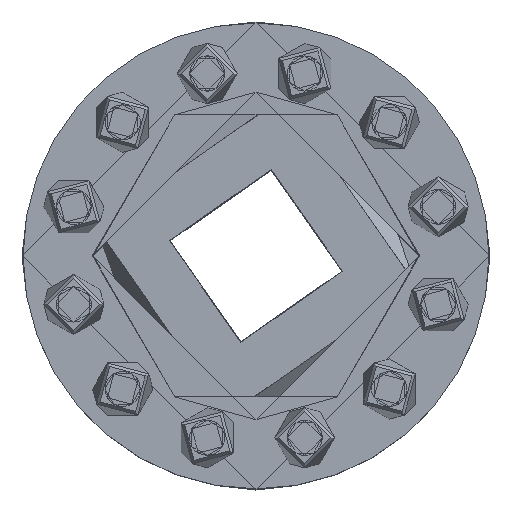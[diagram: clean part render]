
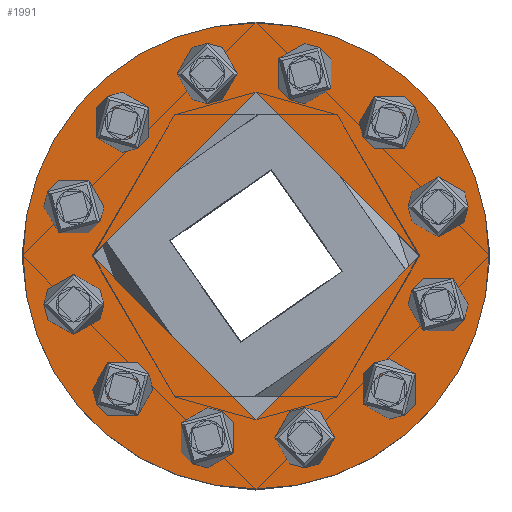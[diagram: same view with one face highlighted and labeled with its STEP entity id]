
A CAD part, top view. The second image highlights one B-rep face of the part: STEP entity #1991.
In plain terms, the highlighted face is planar.
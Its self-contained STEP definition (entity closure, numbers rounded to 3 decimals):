
#1991 = ADVANCED_FACE('',(#1992,#2003,#2014,#2025,#2036,#2047,#2058,
    #2069,#2080,#2091,#2102,#2113,#2124,#2135),#2146,.F.);
#1992 = FACE_BOUND('',#1993,.T.);
#1993 = EDGE_LOOP('',(#1994));
#1994 = ORIENTED_EDGE('',*,*,#1995,.T.);
#1995 = EDGE_CURVE('',#1996,#1996,#1998,.T.);
#1996 = VERTEX_POINT('',#1997);
#1997 = CARTESIAN_POINT('',(-168.27,-51.117,0.));
#1998 = CIRCLE('',#1999,22.5);
#1999 = AXIS2_PLACEMENT_3D('',#2000,#2001,#2002);
#2000 = CARTESIAN_POINT('',(-190.77,-51.117,0.));
#2001 = DIRECTION('',(0.,0.,1.));
#2002 = DIRECTION('',(1.,0.,-0.));
#2003 = FACE_BOUND('',#2004,.T.);
#2004 = EDGE_LOOP('',(#2005));
#2005 = ORIENTED_EDGE('',*,*,#2006,.T.);
#2006 = EDGE_CURVE('',#2007,#2007,#2009,.T.);
#2007 = VERTEX_POINT('',#2008);
#2008 = CARTESIAN_POINT('',(-168.27,51.117,0.));
#2009 = CIRCLE('',#2010,22.5);
#2010 = AXIS2_PLACEMENT_3D('',#2011,#2012,#2013);
#2011 = CARTESIAN_POINT('',(-190.77,51.117,0.));
#2012 = DIRECTION('',(0.,0.,1.));
#2013 = DIRECTION('',(1.,0.,-0.));
#2014 = FACE_BOUND('',#2015,.T.);
#2015 = EDGE_LOOP('',(#2016));
#2016 = ORIENTED_EDGE('',*,*,#2017,.T.);
#2017 = EDGE_CURVE('',#2018,#2018,#2020,.T.);
#2018 = VERTEX_POINT('',#2019);
#2019 = CARTESIAN_POINT('',(-117.154,139.654,0.));
#2020 = CIRCLE('',#2021,22.5);
#2021 = AXIS2_PLACEMENT_3D('',#2022,#2023,#2024);
#2022 = CARTESIAN_POINT('',(-139.654,139.654,0.));
#2023 = DIRECTION('',(0.,0.,1.));
#2024 = DIRECTION('',(1.,0.,-0.));
#2025 = FACE_BOUND('',#2026,.T.);
#2026 = EDGE_LOOP('',(#2027));
#2027 = ORIENTED_EDGE('',*,*,#2028,.T.);
#2028 = EDGE_CURVE('',#2029,#2029,#2031,.T.);
#2029 = VERTEX_POINT('',#2030);
#2030 = CARTESIAN_POINT('',(-28.617,190.77,0.));
#2031 = CIRCLE('',#2032,22.5);
#2032 = AXIS2_PLACEMENT_3D('',#2033,#2034,#2035);
#2033 = CARTESIAN_POINT('',(-51.117,190.77,0.));
#2034 = DIRECTION('',(0.,0.,1.));
#2035 = DIRECTION('',(1.,0.,-0.));
#2036 = FACE_BOUND('',#2037,.T.);
#2037 = EDGE_LOOP('',(#2038));
#2038 = ORIENTED_EDGE('',*,*,#2039,.T.);
#2039 = EDGE_CURVE('',#2040,#2040,#2042,.T.);
#2040 = VERTEX_POINT('',#2041);
#2041 = CARTESIAN_POINT('',(73.617,190.77,0.));
#2042 = CIRCLE('',#2043,22.5);
#2043 = AXIS2_PLACEMENT_3D('',#2044,#2045,#2046);
#2044 = CARTESIAN_POINT('',(51.117,190.77,0.));
#2045 = DIRECTION('',(0.,0.,1.));
#2046 = DIRECTION('',(1.,0.,-0.));
#2047 = FACE_BOUND('',#2048,.T.);
#2048 = EDGE_LOOP('',(#2049));
#2049 = ORIENTED_EDGE('',*,*,#2050,.T.);
#2050 = EDGE_CURVE('',#2051,#2051,#2053,.T.);
#2051 = VERTEX_POINT('',#2052);
#2052 = CARTESIAN_POINT('',(162.154,139.654,0.));
#2053 = CIRCLE('',#2054,22.5);
#2054 = AXIS2_PLACEMENT_3D('',#2055,#2056,#2057);
#2055 = CARTESIAN_POINT('',(139.654,139.654,0.));
#2056 = DIRECTION('',(0.,0.,1.));
#2057 = DIRECTION('',(1.,0.,-0.));
#2058 = FACE_BOUND('',#2059,.T.);
#2059 = EDGE_LOOP('',(#2060));
#2060 = ORIENTED_EDGE('',*,*,#2061,.T.);
#2061 = EDGE_CURVE('',#2062,#2062,#2064,.T.);
#2062 = VERTEX_POINT('',#2063);
#2063 = CARTESIAN_POINT('',(213.27,51.117,0.));
#2064 = CIRCLE('',#2065,22.5);
#2065 = AXIS2_PLACEMENT_3D('',#2066,#2067,#2068);
#2066 = CARTESIAN_POINT('',(190.77,51.117,0.));
#2067 = DIRECTION('',(0.,0.,1.));
#2068 = DIRECTION('',(1.,0.,-0.));
#2069 = FACE_BOUND('',#2070,.T.);
#2070 = EDGE_LOOP('',(#2071));
#2071 = ORIENTED_EDGE('',*,*,#2072,.T.);
#2072 = EDGE_CURVE('',#2073,#2073,#2075,.T.);
#2073 = VERTEX_POINT('',#2074);
#2074 = CARTESIAN_POINT('',(213.27,-51.117,0.));
#2075 = CIRCLE('',#2076,22.5);
#2076 = AXIS2_PLACEMENT_3D('',#2077,#2078,#2079);
#2077 = CARTESIAN_POINT('',(190.77,-51.117,0.));
#2078 = DIRECTION('',(0.,0.,1.));
#2079 = DIRECTION('',(1.,0.,-0.));
#2080 = FACE_BOUND('',#2081,.T.);
#2081 = EDGE_LOOP('',(#2082));
#2082 = ORIENTED_EDGE('',*,*,#2083,.T.);
#2083 = EDGE_CURVE('',#2084,#2084,#2086,.T.);
#2084 = VERTEX_POINT('',#2085);
#2085 = CARTESIAN_POINT('',(162.154,-139.654,0.));
#2086 = CIRCLE('',#2087,22.5);
#2087 = AXIS2_PLACEMENT_3D('',#2088,#2089,#2090);
#2088 = CARTESIAN_POINT('',(139.654,-139.654,0.));
#2089 = DIRECTION('',(0.,0.,1.));
#2090 = DIRECTION('',(1.,0.,-0.));
#2091 = FACE_BOUND('',#2092,.T.);
#2092 = EDGE_LOOP('',(#2093));
#2093 = ORIENTED_EDGE('',*,*,#2094,.T.);
#2094 = EDGE_CURVE('',#2095,#2095,#2097,.T.);
#2095 = VERTEX_POINT('',#2096);
#2096 = CARTESIAN_POINT('',(73.617,-190.77,0.));
#2097 = CIRCLE('',#2098,22.5);
#2098 = AXIS2_PLACEMENT_3D('',#2099,#2100,#2101);
#2099 = CARTESIAN_POINT('',(51.117,-190.77,0.));
#2100 = DIRECTION('',(0.,0.,1.));
#2101 = DIRECTION('',(1.,0.,-0.));
#2102 = FACE_BOUND('',#2103,.T.);
#2103 = EDGE_LOOP('',(#2104));
#2104 = ORIENTED_EDGE('',*,*,#2105,.T.);
#2105 = EDGE_CURVE('',#2106,#2106,#2108,.T.);
#2106 = VERTEX_POINT('',#2107);
#2107 = CARTESIAN_POINT('',(-28.617,-190.77,0.));
#2108 = CIRCLE('',#2109,22.5);
#2109 = AXIS2_PLACEMENT_3D('',#2110,#2111,#2112);
#2110 = CARTESIAN_POINT('',(-51.117,-190.77,0.));
#2111 = DIRECTION('',(0.,0.,1.));
#2112 = DIRECTION('',(1.,0.,-0.));
#2113 = FACE_BOUND('',#2114,.T.);
#2114 = EDGE_LOOP('',(#2115));
#2115 = ORIENTED_EDGE('',*,*,#2116,.T.);
#2116 = EDGE_CURVE('',#2117,#2117,#2119,.T.);
#2117 = VERTEX_POINT('',#2118);
#2118 = CARTESIAN_POINT('',(-117.154,-139.654,0.));
#2119 = CIRCLE('',#2120,22.5);
#2120 = AXIS2_PLACEMENT_3D('',#2121,#2122,#2123);
#2121 = CARTESIAN_POINT('',(-139.654,-139.654,0.));
#2122 = DIRECTION('',(0.,0.,1.));
#2123 = DIRECTION('',(1.,0.,-0.));
#2124 = FACE_BOUND('',#2125,.T.);
#2125 = EDGE_LOOP('',(#2126));
#2126 = ORIENTED_EDGE('',*,*,#2127,.T.);
#2127 = EDGE_CURVE('',#2128,#2128,#2130,.T.);
#2128 = VERTEX_POINT('',#2129);
#2129 = CARTESIAN_POINT('',(244.,0.,0.));
#2130 = CIRCLE('',#2131,244.);
#2131 = AXIS2_PLACEMENT_3D('',#2132,#2133,#2134);
#2132 = CARTESIAN_POINT('',(0.,0.,0.));
#2133 = DIRECTION('',(0.,0.,-1.));
#2134 = DIRECTION('',(1.,0.,0.));
#2135 = FACE_BOUND('',#2136,.T.);
#2136 = EDGE_LOOP('',(#2137));
#2137 = ORIENTED_EDGE('',*,*,#2138,.T.);
#2138 = EDGE_CURVE('',#2139,#2139,#2141,.T.);
#2139 = VERTEX_POINT('',#2140);
#2140 = CARTESIAN_POINT('',(171.5,0.,0.));
#2141 = CIRCLE('',#2142,171.5);
#2142 = AXIS2_PLACEMENT_3D('',#2143,#2144,#2145);
#2143 = CARTESIAN_POINT('',(0.,0.,0.));
#2144 = DIRECTION('',(0.,0.,1.));
#2145 = DIRECTION('',(1.,0.,-0.));
#2146 = PLANE('',#2147);
#2147 = AXIS2_PLACEMENT_3D('',#2148,#2149,#2150);
#2148 = CARTESIAN_POINT('',(0.,0.,0.));
#2149 = DIRECTION('',(0.,0.,1.));
#2150 = DIRECTION('',(1.,0.,-0.));
